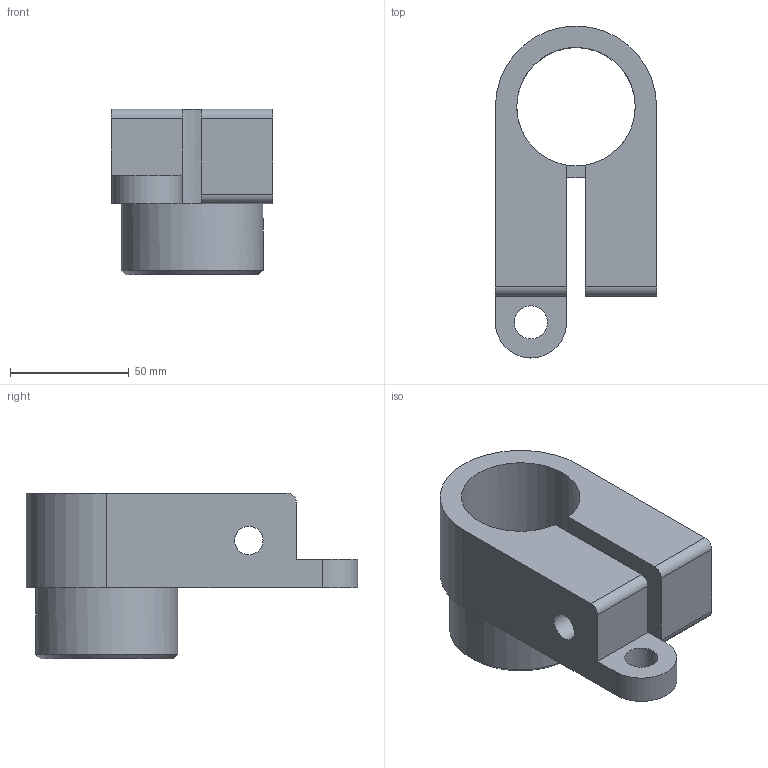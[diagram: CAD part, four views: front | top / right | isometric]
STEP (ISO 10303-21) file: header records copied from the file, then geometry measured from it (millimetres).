
FILE_DESCRIPTION(/* description */ (''),/* implementation_level */ '2;1');
FILE_NAME(/* name */ 'Part 030.stp',/* time_stamp */ '2015-02-21T08:46:16+02:00',/* author */ ('SFC'),/* organization */ (''),/* preprocessor_version */ 'ST-DEVELOPER v15.2',/* originating_system */ 'Autodesk Inventor 2014',/* authorisation */ '');
FILE_SCHEMA (('AUTOMOTIVE_DESIGN { 1 0 10303 214 3 1 1 }'));
Length unit declared in the file: millimetre
Products named in the file (1): Part 030
Bounding box: 68 x 140 x 70 mm (x, y, z)
Volume: 216857.5 mm3; surface area: 47326.6 mm2
Topology: 1 solids, 1 shells, 24 faces, 63 edges, 41 vertices
Faces by surface type: plane 12, cylinder 11, cone 1
Full cylindrical faces by diameter (mm): 12 x2, 14 x1, 20 x1, 50 x1, 60 x1
Entity records: 750 total; most frequent: DIRECTION 129, CARTESIAN_POINT 118, ORIENTED_EDGE 108, EDGE_CURVE 54, AXIS2_PLACEMENT_3D 50, EDGE_LOOP 39, VERTEX_POINT 39, LINE 29
